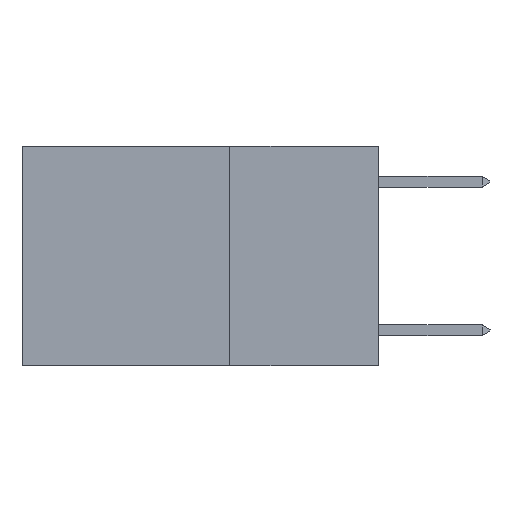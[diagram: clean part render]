
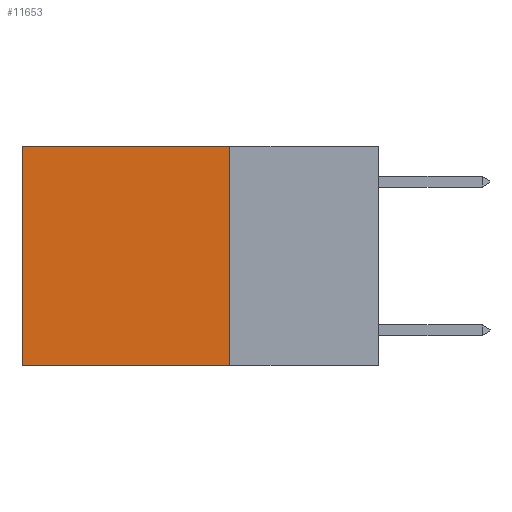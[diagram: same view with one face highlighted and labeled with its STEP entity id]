
A CAD part, left-side view. The second image highlights one B-rep face of the part: STEP entity #11653.
In plain terms, the highlighted planar face has unit normal (-1, 0, 0).
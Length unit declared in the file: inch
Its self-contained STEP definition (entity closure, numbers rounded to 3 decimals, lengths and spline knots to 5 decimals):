
#2223 = CARTESIAN_POINT ( 'NONE',  ( 0.2625, 0.6, 0. ) ) ;
#2909 = LINE ( 'NONE', #19548, #14104 ) ;
#3142 = LINE ( 'NONE', #19788, #5367 ) ;
#3313 = CARTESIAN_POINT ( 'NONE',  ( 0.2625, 0.25, -0.37 ) ) ;
#3793 = VERTEX_POINT ( 'NONE', #3313 ) ;
#5108 = EDGE_CURVE ( 'NONE', #12483, #12463, #5628, .T. ) ;
#5367 = VECTOR ( 'NONE', #7370, 39.37008 ) ;
#5628 = LINE ( 'NONE', #15594, #20363 ) ;
#5738 = CARTESIAN_POINT ( 'NONE',  ( 0.2625, 0.25, 0. ) ) ;
#6619 = CARTESIAN_POINT ( 'NONE',  ( 0.2625, 0.6, -0.37 ) ) ;
#7370 = DIRECTION ( 'NONE',  ( 0., 1., 0. ) ) ;
#7503 = VECTOR ( 'NONE', #19803, 39.37008 ) ;
#7534 = DIRECTION ( 'NONE',  ( 0., 1., 0. ) ) ;
#8653 = ORIENTED_EDGE ( 'NONE', *, *, #13320, .F. ) ;
#10098 = DIRECTION ( 'NONE',  ( 0., 0., -1. ) ) ;
#10374 = FACE_OUTER_BOUND ( 'NONE', #24076, .T. ) ;
#11063 = LINE ( 'NONE', #11470, #7503 ) ;
#11470 = CARTESIAN_POINT ( 'NONE',  ( 0.2625, 0.6, 0. ) ) ;
#11653 = ADVANCED_FACE ( 'NONE', ( #10374 ), #12153, .F. ) ;
#12153 = PLANE ( 'NONE',  #16619 ) ;
#12463 = VERTEX_POINT ( 'NONE', #2223 ) ;
#12483 = VERTEX_POINT ( 'NONE', #16291 ) ;
#13320 = EDGE_CURVE ( 'NONE', #3793, #21086, #3142, .T. ) ;
#14028 = EDGE_CURVE ( 'NONE', #12483, #3793, #2909, .T. ) ;
#14104 = VECTOR ( 'NONE', #21591, 39.37008 ) ;
#15594 = CARTESIAN_POINT ( 'NONE',  ( 0.2625, 0.25, 0. ) ) ;
#16291 = CARTESIAN_POINT ( 'NONE',  ( 0.2625, 0.25, 0. ) ) ;
#16619 = AXIS2_PLACEMENT_3D ( 'NONE', #5738, #18706, #10098 ) ;
#16693 = ORIENTED_EDGE ( 'NONE', *, *, #5108, .T. ) ;
#18706 = DIRECTION ( 'NONE',  ( 1., 0., 0. ) ) ;
#19548 = CARTESIAN_POINT ( 'NONE',  ( 0.2625, 0.25, 0. ) ) ;
#19788 = CARTESIAN_POINT ( 'NONE',  ( 0.2625, 0.25, -0.37 ) ) ;
#19803 = DIRECTION ( 'NONE',  ( 0., 0., -1. ) ) ;
#20363 = VECTOR ( 'NONE', #7534, 39.37008 ) ;
#21086 = VERTEX_POINT ( 'NONE', #6619 ) ;
#21591 = DIRECTION ( 'NONE',  ( 0., 0., -1. ) ) ;
#24076 = EDGE_LOOP ( 'NONE', ( #24095, #8653, #26562, #16693 ) ) ;
#24095 = ORIENTED_EDGE ( 'NONE', *, *, #26197, .T. ) ;
#26197 = EDGE_CURVE ( 'NONE', #12463, #21086, #11063, .T. ) ;
#26562 = ORIENTED_EDGE ( 'NONE', *, *, #14028, .F. ) ;
